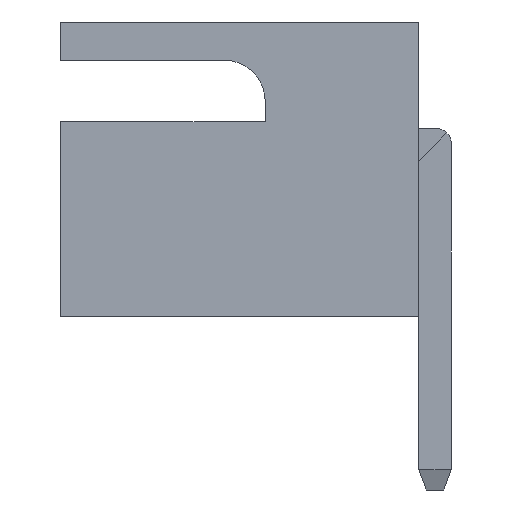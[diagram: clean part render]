
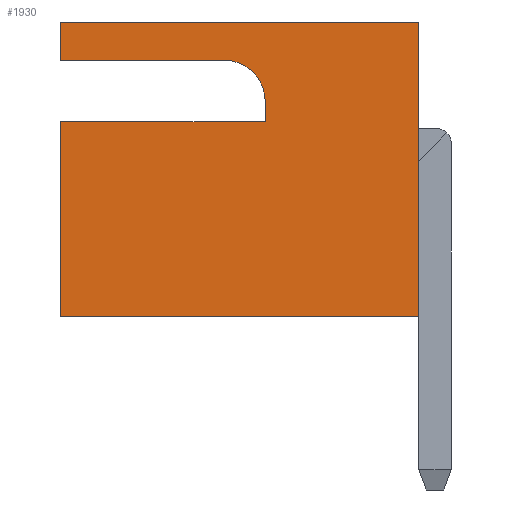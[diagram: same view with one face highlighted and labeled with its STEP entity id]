
A CAD part, left-side view. The second image highlights one B-rep face of the part: STEP entity #1930.
In plain terms, the highlighted planar face has unit normal (-1, 0, 0).
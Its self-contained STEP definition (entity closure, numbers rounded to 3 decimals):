
#70 = LINE ( 'NONE', #2415, #378 ) ;
#95 = EDGE_CURVE ( 'NONE', #148, #1917, #1577, .T. ) ;
#120 = VERTEX_POINT ( 'NONE', #326 ) ;
#134 = ORIENTED_EDGE ( 'NONE', *, *, #1287, .F. ) ;
#148 = VERTEX_POINT ( 'NONE', #2013 ) ;
#173 = EDGE_CURVE ( 'NONE', #120, #640, #1940, .T. ) ;
#229 = CARTESIAN_POINT ( 'NONE',  ( -3.75, 7., -2.875 ) ) ;
#255 = DIRECTION ( 'NONE',  ( 1., 0., 0. ) ) ;
#268 = CARTESIAN_POINT ( 'NONE',  ( -3.75, 0., 2.875 ) ) ;
#276 = CARTESIAN_POINT ( 'NONE',  ( -3.75, 7., 0.925 ) ) ;
#326 = CARTESIAN_POINT ( 'NONE',  ( -3.75, 3.8, 2.125 ) ) ;
#350 = ORIENTED_EDGE ( 'NONE', *, *, #2053, .F. ) ;
#352 = DIRECTION ( 'NONE',  ( 0., -1., 0. ) ) ;
#365 = VECTOR ( 'NONE', #1455, 1000. ) ;
#378 = VECTOR ( 'NONE', #705, 1000. ) ;
#445 = VECTOR ( 'NONE', #2410, 1000. ) ;
#467 = EDGE_CURVE ( 'NONE', #640, #760, #2620, .T. ) ;
#484 = EDGE_CURVE ( 'NONE', #760, #826, #2250, .T. ) ;
#640 = VERTEX_POINT ( 'NONE', #1640 ) ;
#643 = VECTOR ( 'NONE', #1649, 1000. ) ;
#681 = PLANE ( 'NONE',  #2223 ) ;
#688 = ORIENTED_EDGE ( 'NONE', *, *, #484, .T. ) ;
#705 = DIRECTION ( 'NONE',  ( 0., -1., 0. ) ) ;
#749 = CARTESIAN_POINT ( 'NONE',  ( -3.75, 7., -2.875 ) ) ;
#750 = ORIENTED_EDGE ( 'NONE', *, *, #95, .T. ) ;
#760 = VERTEX_POINT ( 'NONE', #2520 ) ;
#813 = CARTESIAN_POINT ( 'NONE',  ( -3.75, 7., -2.875 ) ) ;
#826 = VERTEX_POINT ( 'NONE', #276 ) ;
#827 = CARTESIAN_POINT ( 'NONE',  ( -3.75, 7., 2.125 ) ) ;
#844 = ORIENTED_EDGE ( 'NONE', *, *, #173, .T. ) ;
#848 = EDGE_CURVE ( 'NONE', #1921, #1917, #70, .T. ) ;
#862 = VECTOR ( 'NONE', #973, 1000. ) ;
#864 = CARTESIAN_POINT ( 'NONE',  ( -3.75, 7., 2.125 ) ) ;
#928 = VERTEX_POINT ( 'NONE', #749 ) ;
#963 = LINE ( 'NONE', #2635, #365 ) ;
#973 = DIRECTION ( 'NONE',  ( 0., -1., 0. ) ) ;
#1107 = EDGE_CURVE ( 'NONE', #928, #148, #1153, .T. ) ;
#1153 = LINE ( 'NONE', #2177, #862 ) ;
#1171 = CARTESIAN_POINT ( 'NONE',  ( -3.75, 0., -2.875 ) ) ;
#1188 = CARTESIAN_POINT ( 'NONE',  ( -3.75, 3.8, 1.325 ) ) ;
#1267 = VECTOR ( 'NONE', #352, 1000. ) ;
#1287 = EDGE_CURVE ( 'NONE', #2708, #1921, #1451, .T. ) ;
#1306 = VECTOR ( 'NONE', #2419, 1000. ) ;
#1350 = CARTESIAN_POINT ( 'NONE',  ( -3.75, 3., 1.325 ) ) ;
#1399 = EDGE_CURVE ( 'NONE', #2708, #120, #2713, .T. ) ;
#1451 = LINE ( 'NONE', #813, #643 ) ;
#1455 = DIRECTION ( 'NONE',  ( 0., 0., 1. ) ) ;
#1505 = ORIENTED_EDGE ( 'NONE', *, *, #848, .F. ) ;
#1577 = LINE ( 'NONE', #1171, #445 ) ;
#1598 = DIRECTION ( 'NONE',  ( 0., 0., -1. ) ) ;
#1640 = CARTESIAN_POINT ( 'NONE',  ( -3.75, 3., 1.325 ) ) ;
#1649 = DIRECTION ( 'NONE',  ( 0., 0., 1. ) ) ;
#1719 = DIRECTION ( 'NONE',  ( 0., 0., -1. ) ) ;
#1831 = DIRECTION ( 'NONE',  ( 1., 0., 0. ) ) ;
#1917 = VERTEX_POINT ( 'NONE', #268 ) ;
#1921 = VERTEX_POINT ( 'NONE', #1956 ) ;
#1930 = ADVANCED_FACE ( 'NONE', ( #2339 ), #681, .F. ) ;
#1940 = CIRCLE ( 'NONE', #1941, 0.8 ) ;
#1941 = AXIS2_PLACEMENT_3D ( 'NONE', #1188, #1831, #2027 ) ;
#1956 = CARTESIAN_POINT ( 'NONE',  ( -3.75, 7., 2.875 ) ) ;
#1979 = ORIENTED_EDGE ( 'NONE', *, *, #1107, .T. ) ;
#2013 = CARTESIAN_POINT ( 'NONE',  ( -3.75, 0., -2.875 ) ) ;
#2027 = DIRECTION ( 'NONE',  ( 0., 0., -1. ) ) ;
#2035 = CARTESIAN_POINT ( 'NONE',  ( -3.75, 7., 0.925 ) ) ;
#2053 = EDGE_CURVE ( 'NONE', #928, #826, #963, .T. ) ;
#2177 = CARTESIAN_POINT ( 'NONE',  ( -3.75, 7., -2.875 ) ) ;
#2223 = AXIS2_PLACEMENT_3D ( 'NONE', #229, #255, #1719 ) ;
#2250 = LINE ( 'NONE', #2035, #1306 ) ;
#2339 = FACE_OUTER_BOUND ( 'NONE', #2640, .T. ) ;
#2410 = DIRECTION ( 'NONE',  ( 0., 0., 1. ) ) ;
#2415 = CARTESIAN_POINT ( 'NONE',  ( -3.75, 7., 2.875 ) ) ;
#2419 = DIRECTION ( 'NONE',  ( 0., 1., 0. ) ) ;
#2466 = ORIENTED_EDGE ( 'NONE', *, *, #467, .T. ) ;
#2520 = CARTESIAN_POINT ( 'NONE',  ( -3.75, 3., 0.925 ) ) ;
#2620 = LINE ( 'NONE', #1350, #2702 ) ;
#2635 = CARTESIAN_POINT ( 'NONE',  ( -3.75, 7., -2.875 ) ) ;
#2640 = EDGE_LOOP ( 'NONE', ( #134, #2717, #844, #2466, #688, #350, #1979, #750, #1505 ) ) ;
#2702 = VECTOR ( 'NONE', #1598, 1000. ) ;
#2708 = VERTEX_POINT ( 'NONE', #864 ) ;
#2713 = LINE ( 'NONE', #827, #1267 ) ;
#2717 = ORIENTED_EDGE ( 'NONE', *, *, #1399, .T. ) ;
